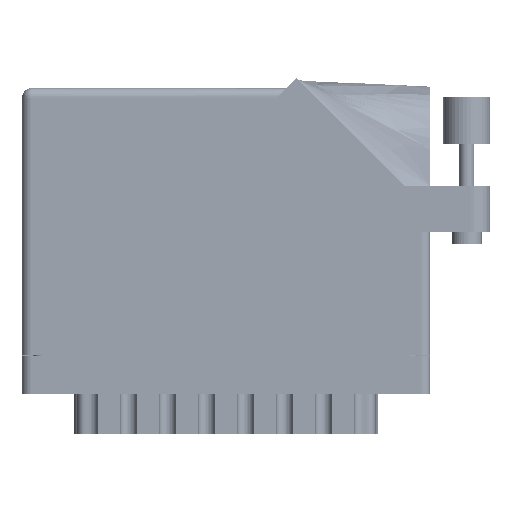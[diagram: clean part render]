
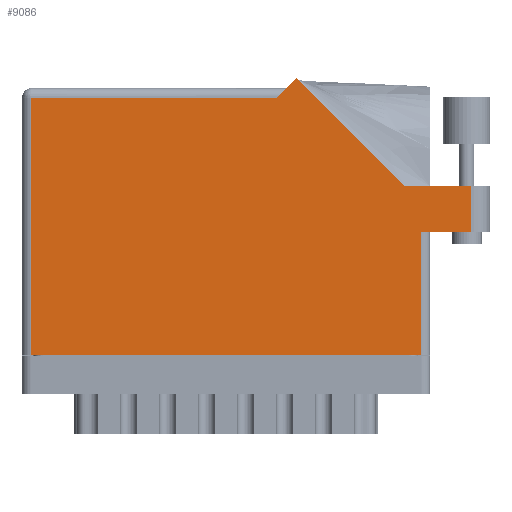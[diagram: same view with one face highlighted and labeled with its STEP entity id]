
A CAD part, front view. The second image highlights one B-rep face of the part: STEP entity #9086.
In plain terms, the highlighted face is planar.
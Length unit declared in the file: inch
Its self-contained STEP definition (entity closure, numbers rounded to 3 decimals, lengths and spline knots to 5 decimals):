
#353 = LINE ( 'NONE', #38366, #28487 ) ;
#606 = CARTESIAN_POINT ( 'NONE',  ( 2.993, 1.122, 0. ) ) ;
#2612 = ORIENTED_EDGE ( 'NONE', *, *, #9652, .T. ) ;
#3477 = EDGE_CURVE ( 'NONE', #65992, #53587, #47255, .T. ) ;
#3487 = VERTEX_POINT ( 'NONE', #29361 ) ;
#4548 = CARTESIAN_POINT ( 'NONE',  ( 0.062, 0., 0. ) ) ;
#5282 = EDGE_CURVE ( 'NONE', #42319, #3487, #63759, .T. ) ;
#5365 = EDGE_CURVE ( 'NONE', #70161, #65992, #47927, .T. ) ;
#5705 = LINE ( 'NONE', #32980, #39179 ) ;
#8927 = CARTESIAN_POINT ( 'NONE',  ( 0.062, 1.713, 0. ) ) ;
#9086 = ADVANCED_FACE ( 'NONE', ( #30413 ), #14239, .F. ) ;
#9652 = EDGE_CURVE ( 'NONE', #53587, #42319, #5705, .T. ) ;
#10675 = LINE ( 'NONE', #12041, #15978 ) ;
#11068 = DIRECTION ( 'NONE',  ( -1., 0., 0. ) ) ;
#12041 = CARTESIAN_POINT ( 'NONE',  ( 0., 0., 0. ) ) ;
#14239 = PLANE ( 'NONE',  #31750 ) ;
#14762 = ORIENTED_EDGE ( 'NONE', *, *, #34847, .T. ) ;
#15422 = EDGE_LOOP ( 'NONE', ( #18967, #66437, #2612, #26626, #43547, #29280, #41744, #14762, #69921 ) ) ;
#15978 = VECTOR ( 'NONE', #45268, 39.37008 ) ;
#16203 = VECTOR ( 'NONE', #53524, 39.37008 ) ;
#18967 = ORIENTED_EDGE ( 'NONE', *, *, #5365, .T. ) ;
#19230 = CARTESIAN_POINT ( 'NONE',  ( 2.55242, 1.122, 0. ) ) ;
#19515 = CARTESIAN_POINT ( 'NONE',  ( 0.062, 0., 0. ) ) ;
#19909 = DIRECTION ( 'NONE',  ( 0., 0., -1. ) ) ;
#24563 = DIRECTION ( 'NONE',  ( 0., 1., 0. ) ) ;
#24864 = VERTEX_POINT ( 'NONE', #8927 ) ;
#26626 = ORIENTED_EDGE ( 'NONE', *, *, #5282, .T. ) ;
#27285 = DIRECTION ( 'NONE',  ( -1., 0., 0. ) ) ;
#28487 = VECTOR ( 'NONE', #27285, 39.37008 ) ;
#29280 = ORIENTED_EDGE ( 'NONE', *, *, #40070, .T. ) ;
#29361 = CARTESIAN_POINT ( 'NONE',  ( 1.82871, 1.84571, 0. ) ) ;
#30413 = FACE_OUTER_BOUND ( 'NONE', #15422, .T. ) ;
#31593 = VERTEX_POINT ( 'NONE', #4548 ) ;
#31750 = AXIS2_PLACEMENT_3D ( 'NONE', #53634, #19909, #47223 ) ;
#32292 = VECTOR ( 'NONE', #39722, 39.37008 ) ;
#32478 = EDGE_CURVE ( 'NONE', #3487, #57663, #40835, .T. ) ;
#32980 = CARTESIAN_POINT ( 'NONE',  ( 3.118, 1.122, 0. ) ) ;
#34847 = EDGE_CURVE ( 'NONE', #31593, #35122, #10675, .T. ) ;
#35122 = VERTEX_POINT ( 'NONE', #38092 ) ;
#35477 = CARTESIAN_POINT ( 'NONE',  ( 1.696, 1.713, 0. ) ) ;
#36007 = DIRECTION ( 'NONE',  ( 0., -1., 0. ) ) ;
#36340 = VECTOR ( 'NONE', #36007, 39.37008 ) ;
#38055 = CARTESIAN_POINT ( 'NONE',  ( 2.993, 0.815, 0. ) ) ;
#38092 = CARTESIAN_POINT ( 'NONE',  ( 2.656, 0., 0. ) ) ;
#38366 = CARTESIAN_POINT ( 'NONE',  ( 0., 1.713, 0. ) ) ;
#39179 = VECTOR ( 'NONE', #11068, 39.37008 ) ;
#39510 = CARTESIAN_POINT ( 'NONE',  ( 2.656, 0.815, 0. ) ) ;
#39722 = DIRECTION ( 'NONE',  ( 0., 1., 0. ) ) ;
#40070 = EDGE_CURVE ( 'NONE', #57663, #24864, #353, .T. ) ;
#40525 = LINE ( 'NONE', #58015, #61591 ) ;
#40835 = LINE ( 'NONE', #64367, #46949 ) ;
#41744 = ORIENTED_EDGE ( 'NONE', *, *, #61578, .T. ) ;
#42276 = DIRECTION ( 'NONE',  ( -0.707, -0.707, 0. ) ) ;
#42319 = VERTEX_POINT ( 'NONE', #60420 ) ;
#43547 = ORIENTED_EDGE ( 'NONE', *, *, #32478, .T. ) ;
#45268 = DIRECTION ( 'NONE',  ( 1., 0., 0. ) ) ;
#46124 = CARTESIAN_POINT ( 'NONE',  ( 2.718, 0.815, 0. ) ) ;
#46129 = VECTOR ( 'NONE', #69944, 39.37008 ) ;
#46611 = EDGE_CURVE ( 'NONE', #35122, #70161, #40525, .T. ) ;
#46949 = VECTOR ( 'NONE', #42276, 39.37008 ) ;
#47223 = DIRECTION ( 'NONE',  ( -1., 0., 0. ) ) ;
#47255 = LINE ( 'NONE', #606, #32292 ) ;
#47927 = LINE ( 'NONE', #46124, #16203 ) ;
#49441 = CARTESIAN_POINT ( 'NONE',  ( 2.993, 1.122, 0. ) ) ;
#53524 = DIRECTION ( 'NONE',  ( 1., 0., 0. ) ) ;
#53587 = VERTEX_POINT ( 'NONE', #49441 ) ;
#53634 = CARTESIAN_POINT ( 'NONE',  ( 0., 1.775, 0. ) ) ;
#57663 = VERTEX_POINT ( 'NONE', #35477 ) ;
#58015 = CARTESIAN_POINT ( 'NONE',  ( 2.656, 0.815, 0. ) ) ;
#60420 = CARTESIAN_POINT ( 'NONE',  ( 2.55242, 1.122, 0. ) ) ;
#61578 = EDGE_CURVE ( 'NONE', #24864, #31593, #62699, .T. ) ;
#61591 = VECTOR ( 'NONE', #24563, 39.37008 ) ;
#62699 = LINE ( 'NONE', #19515, #36340 ) ;
#63759 = LINE ( 'NONE', #19230, #46129 ) ;
#64367 = CARTESIAN_POINT ( 'NONE',  ( 1.758, 1.775, 0. ) ) ;
#65992 = VERTEX_POINT ( 'NONE', #38055 ) ;
#66437 = ORIENTED_EDGE ( 'NONE', *, *, #3477, .T. ) ;
#69921 = ORIENTED_EDGE ( 'NONE', *, *, #46611, .T. ) ;
#69944 = DIRECTION ( 'NONE',  ( -0.707, 0.707, 0. ) ) ;
#70161 = VERTEX_POINT ( 'NONE', #39510 ) ;
